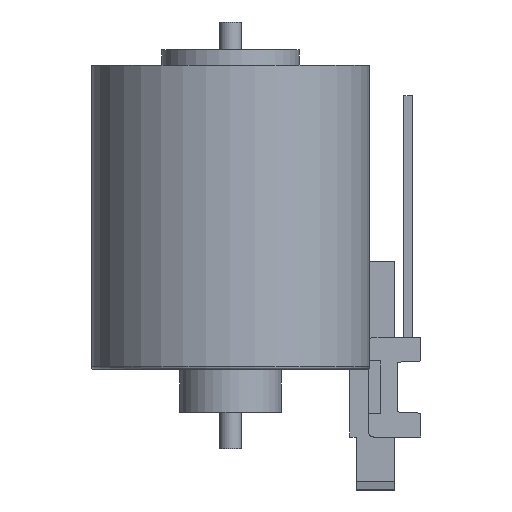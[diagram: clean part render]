
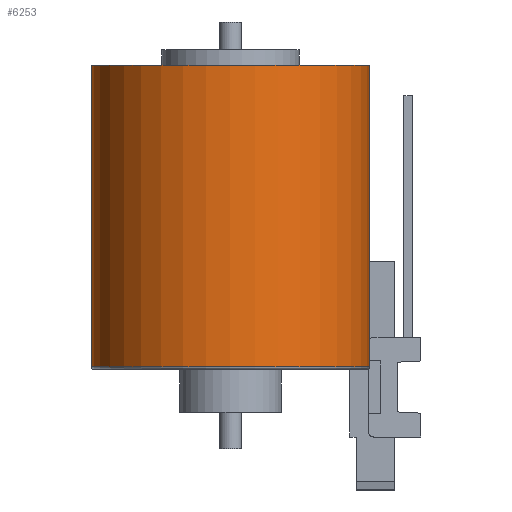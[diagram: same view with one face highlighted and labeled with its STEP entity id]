
A CAD part, front view. The second image highlights one B-rep face of the part: STEP entity #6253.
In plain terms, the highlighted cylindrical face has radius 25.337 mm (diameter 50.673 mm), a partial arc.
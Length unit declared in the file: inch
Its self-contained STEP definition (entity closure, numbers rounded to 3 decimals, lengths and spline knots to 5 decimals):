
#161 = CARTESIAN_POINT ( 'NONE',  ( 0.9975, 0., 2.182 ) ) ;
#708 = EDGE_CURVE ( 'NONE', #4752, #762, #1813, .T. ) ;
#762 = VERTEX_POINT ( 'NONE', #2877 ) ;
#1051 = VECTOR ( 'NONE', #4911, 39.37008 ) ;
#1256 = ORIENTED_EDGE ( 'NONE', *, *, #2136, .T. ) ;
#1281 = AXIS2_PLACEMENT_3D ( 'NONE', #1425, #2917, #5758 ) ;
#1425 = CARTESIAN_POINT ( 'NONE',  ( 0., 0., 2.182 ) ) ;
#1440 = VECTOR ( 'NONE', #3273, 39.37008 ) ;
#1453 = CARTESIAN_POINT ( 'NONE',  ( -0.9975, 0., 2.182 ) ) ;
#1520 = FACE_OUTER_BOUND ( 'NONE', #4101, .T. ) ;
#1603 = AXIS2_PLACEMENT_3D ( 'NONE', #2338, #6184, #1861 ) ;
#1813 = LINE ( 'NONE', #5665, #1440 ) ;
#1861 = DIRECTION ( 'NONE',  ( 1., 0., 0. ) ) ;
#2136 = EDGE_CURVE ( 'NONE', #762, #3639, #4005, .T. ) ;
#2338 = CARTESIAN_POINT ( 'NONE',  ( 0., 0., 2.182 ) ) ;
#2647 = ORIENTED_EDGE ( 'NONE', *, *, #708, .T. ) ;
#2674 = CARTESIAN_POINT ( 'NONE',  ( 0.9975, 0., 2.182 ) ) ;
#2679 = VERTEX_POINT ( 'NONE', #161 ) ;
#2877 = CARTESIAN_POINT ( 'NONE',  ( -0.9975, 0., 0.02 ) ) ;
#2917 = DIRECTION ( 'NONE',  ( 0., 0., -1. ) ) ;
#3273 = DIRECTION ( 'NONE',  ( 0., 0., -1. ) ) ;
#3533 = CIRCLE ( 'NONE', #1603, 0.9975 ) ;
#3639 = VERTEX_POINT ( 'NONE', #4423 ) ;
#3811 = ORIENTED_EDGE ( 'NONE', *, *, #5251, .F. ) ;
#4005 = CIRCLE ( 'NONE', #6218, 0.9975 ) ;
#4017 = EDGE_CURVE ( 'NONE', #2679, #3639, #4448, .T. ) ;
#4101 = EDGE_LOOP ( 'NONE', ( #4479, #3811, #2647, #1256 ) ) ;
#4423 = CARTESIAN_POINT ( 'NONE',  ( 0.9975, 0., 0.02 ) ) ;
#4448 = LINE ( 'NONE', #2674, #1051 ) ;
#4479 = ORIENTED_EDGE ( 'NONE', *, *, #4017, .F. ) ;
#4749 = DIRECTION ( 'NONE',  ( 1., 0., 0. ) ) ;
#4752 = VERTEX_POINT ( 'NONE', #1453 ) ;
#4829 = CYLINDRICAL_SURFACE ( 'NONE', #1281, 0.9975 ) ;
#4911 = DIRECTION ( 'NONE',  ( 0., 0., -1. ) ) ;
#5251 = EDGE_CURVE ( 'NONE', #4752, #2679, #3533, .T. ) ;
#5665 = CARTESIAN_POINT ( 'NONE',  ( -0.9975, 0., 2.182 ) ) ;
#5734 = CARTESIAN_POINT ( 'NONE',  ( 0., 0., 0.02 ) ) ;
#5758 = DIRECTION ( 'NONE',  ( -1., 0., 0. ) ) ;
#5801 = DIRECTION ( 'NONE',  ( 0., 0., 1. ) ) ;
#6184 = DIRECTION ( 'NONE',  ( 0., 0., 1. ) ) ;
#6218 = AXIS2_PLACEMENT_3D ( 'NONE', #5734, #5801, #4749 ) ;
#6253 = ADVANCED_FACE ( 'NONE', ( #1520 ), #4829, .T. ) ;
